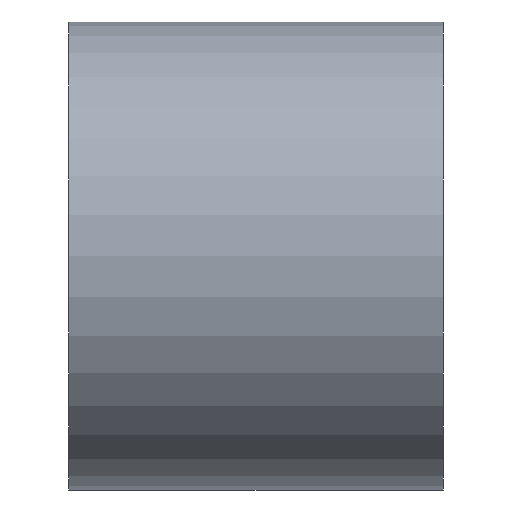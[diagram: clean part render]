
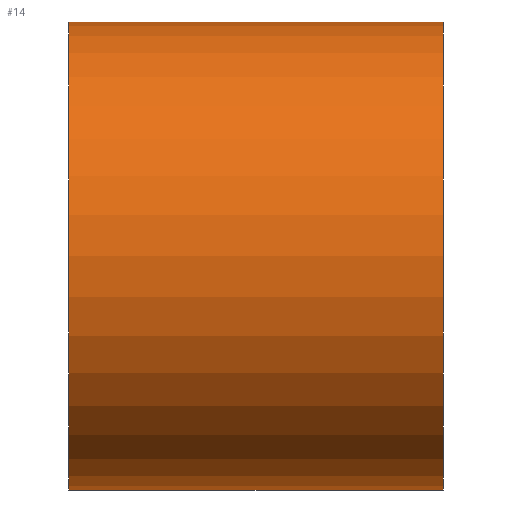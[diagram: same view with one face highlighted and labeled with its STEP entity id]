
A CAD part, front view. The second image highlights one B-rep face of the part: STEP entity #14.
In plain terms, the highlighted cylindrical face has radius 5 mm (diameter 10 mm), a partial arc.
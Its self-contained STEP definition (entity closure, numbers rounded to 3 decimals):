
#14 = ADVANCED_FACE ( 'NONE', ( #323 ), #22, .T. ) ;
#15 = VECTOR ( 'NONE', #81, 1000. ) ;
#22 = CYLINDRICAL_SURFACE ( 'NONE', #25, 5. ) ;
#25 = AXIS2_PLACEMENT_3D ( 'NONE', #306, #57, #92 ) ;
#33 = AXIS2_PLACEMENT_3D ( 'NONE', #299, #291, #111 ) ;
#43 = CARTESIAN_POINT ( 'NONE',  ( 8., 0., 5. ) ) ;
#48 = EDGE_CURVE ( 'NONE', #434, #401, #196, .T. ) ;
#49 = CARTESIAN_POINT ( 'NONE',  ( 8., 0., 5. ) ) ;
#56 = AXIS2_PLACEMENT_3D ( 'NONE', #168, #343, #210 ) ;
#57 = DIRECTION ( 'NONE',  ( -1., 0., 0. ) ) ;
#67 = ORIENTED_EDGE ( 'NONE', *, *, #293, .T. ) ;
#73 = CARTESIAN_POINT ( 'NONE',  ( 0., 0., 5. ) ) ;
#81 = DIRECTION ( 'NONE',  ( -1., 0., 0. ) ) ;
#85 = EDGE_LOOP ( 'NONE', ( #292, #251, #154, #67 ) ) ;
#92 = DIRECTION ( 'NONE',  ( 0., 0., 1. ) ) ;
#111 = DIRECTION ( 'NONE',  ( 0., 0., -1. ) ) ;
#117 = CARTESIAN_POINT ( 'NONE',  ( 0., 0., -5. ) ) ;
#154 = ORIENTED_EDGE ( 'NONE', *, *, #373, .T. ) ;
#168 = CARTESIAN_POINT ( 'NONE',  ( 0., 0., 0. ) ) ;
#196 = LINE ( 'NONE', #339, #335 ) ;
#210 = DIRECTION ( 'NONE',  ( 0., 0., -1. ) ) ;
#251 = ORIENTED_EDGE ( 'NONE', *, *, #360, .F. ) ;
#290 = VERTEX_POINT ( 'NONE', #73 ) ;
#291 = DIRECTION ( 'NONE',  ( 1., 0., 0. ) ) ;
#292 = ORIENTED_EDGE ( 'NONE', *, *, #48, .F. ) ;
#293 = EDGE_CURVE ( 'NONE', #290, #401, #426, .T. ) ;
#299 = CARTESIAN_POINT ( 'NONE',  ( 8., 0., 0. ) ) ;
#306 = CARTESIAN_POINT ( 'NONE',  ( 8., 0., 0. ) ) ;
#323 = FACE_OUTER_BOUND ( 'NONE', #85, .T. ) ;
#335 = VECTOR ( 'NONE', #407, 1000. ) ;
#339 = CARTESIAN_POINT ( 'NONE',  ( 8., 0., -5. ) ) ;
#343 = DIRECTION ( 'NONE',  ( 1., 0., 0. ) ) ;
#356 = LINE ( 'NONE', #49, #15 ) ;
#360 = EDGE_CURVE ( 'NONE', #431, #434, #406, .T. ) ;
#373 = EDGE_CURVE ( 'NONE', #431, #290, #356, .T. ) ;
#401 = VERTEX_POINT ( 'NONE', #117 ) ;
#406 = CIRCLE ( 'NONE', #33, 5. ) ;
#407 = DIRECTION ( 'NONE',  ( -1., 0., 0. ) ) ;
#426 = CIRCLE ( 'NONE', #56, 5. ) ;
#430 = CARTESIAN_POINT ( 'NONE',  ( 8., 0., -5. ) ) ;
#431 = VERTEX_POINT ( 'NONE', #43 ) ;
#434 = VERTEX_POINT ( 'NONE', #430 ) ;
